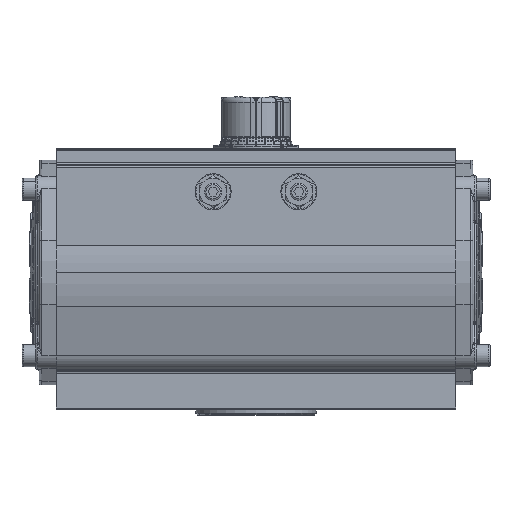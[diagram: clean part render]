
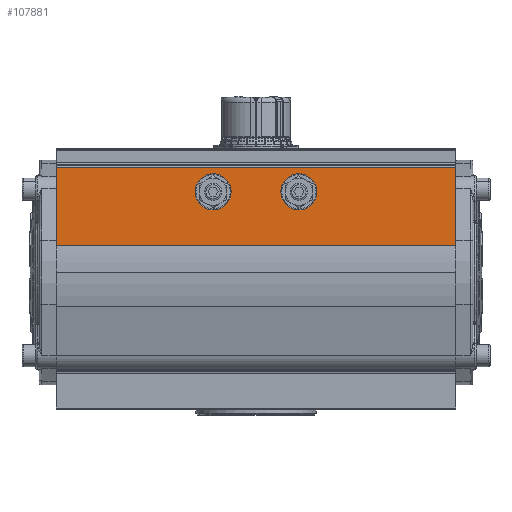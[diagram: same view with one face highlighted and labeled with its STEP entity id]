
A CAD part, top view. The second image highlights one B-rep face of the part: STEP entity #107881.
In plain terms, the highlighted face is planar.
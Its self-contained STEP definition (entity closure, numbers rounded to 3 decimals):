
#22456 = EDGE_CURVE ( 'NONE', #22523, #22531, #65764, .T. ) ;
#22523 = VERTEX_POINT ( 'NONE', #65953 ) ;
#22531 = VERTEX_POINT ( 'NONE', #65922 ) ;
#65758 = DIRECTION ( 'NONE',  ( 0., 0., -1. ) ) ;
#65761 = DIRECTION ( 'NONE',  ( 1., 0., 0. ) ) ;
#65762 = CARTESIAN_POINT ( 'NONE',  ( -40.876, 24.677, 34.4 ) ) ;
#65763 = AXIS2_PLACEMENT_3D ( 'NONE', #65762, #65761, #65758 ) ;
#65764 = CIRCLE ( 'NONE', #65763, 10.5 ) ;
#65922 = CARTESIAN_POINT ( 'NONE',  ( -40.876, 35.177, 34.4 ) ) ;
#65953 = CARTESIAN_POINT ( 'NONE',  ( -40.876, 24.677, 23.9 ) ) ;
#76985 = EDGE_CURVE ( 'NONE', #144616, #129570, #87197, .T. ) ;
#87197 = CIRCLE ( 'NONE', #87216, 10.5 ) ;
#87216 = AXIS2_PLACEMENT_3D ( 'NONE', #87303, #87278, #87277 ) ;
#87277 = DIRECTION ( 'NONE',  ( 0., 0., -1. ) ) ;
#87278 = DIRECTION ( 'NONE',  ( 1., 0., 0. ) ) ;
#87303 = CARTESIAN_POINT ( 'NONE',  ( -40.876, -25.323, 34.4 ) ) ;
#91085 = EDGE_CURVE ( 'NONE', #129482, #144616, #91267, .T. ) ;
#91261 = DIRECTION ( 'NONE',  ( 0., 0., -1. ) ) ;
#91262 = DIRECTION ( 'NONE',  ( 1., 0., 0. ) ) ;
#91264 = CARTESIAN_POINT ( 'NONE',  ( -40.876, -25.323, 34.4 ) ) ;
#91265 = AXIS2_PLACEMENT_3D ( 'NONE', #91264, #91262, #91261 ) ;
#91267 = CIRCLE ( 'NONE', #91265, 10.5 ) ;
#92044 = DIRECTION ( 'NONE',  ( 0., 0., -1. ) ) ;
#92045 = DIRECTION ( 'NONE',  ( 1., 0., 0. ) ) ;
#92065 = AXIS2_PLACEMENT_3D ( 'NONE', #92096, #92045, #92044 ) ;
#92096 = CARTESIAN_POINT ( 'NONE',  ( -40.876, 24.677, 34.4 ) ) ;
#92098 = CIRCLE ( 'NONE', #92065, 10.5 ) ;
#92921 = CARTESIAN_POINT ( 'NONE',  ( -40.876, 14.177, 34.4 ) ) ;
#93232 = DIRECTION ( 'NONE',  ( 1., 0., 0. ) ) ;
#93233 = CARTESIAN_POINT ( 'NONE',  ( -40.876, 24.677, 34.4 ) ) ;
#93234 = AXIS2_PLACEMENT_3D ( 'NONE', #93233, #93232, #93273 ) ;
#93243 = CIRCLE ( 'NONE', #93234, 10.5 ) ;
#93273 = DIRECTION ( 'NONE',  ( 0., 0., -1. ) ) ;
#95665 = LINE ( 'NONE', #95734, #95733 ) ;
#95719 = DIRECTION ( 'NONE',  ( 0., 1., 0. ) ) ;
#95733 = VECTOR ( 'NONE', #95719, 1000. ) ;
#95734 = CARTESIAN_POINT ( 'NONE',  ( -40.876, -0.323, 3.016 ) ) ;
#95772 = FACE_OUTER_BOUND ( 'NONE', #108224, .T. ) ;
#95784 = CARTESIAN_POINT ( 'NONE',  ( -40.876, 115.977, 36.213 ) ) ;
#95785 = LINE ( 'NONE', #95784, #95832 ) ;
#95831 = DIRECTION ( 'NONE',  ( 0., 0., -1. ) ) ;
#95832 = VECTOR ( 'NONE', #95831, 1000. ) ;
#95838 = DIRECTION ( 'NONE',  ( 0., 0., 1. ) ) ;
#95847 = PLANE ( 'NONE',  #95874 ) ;
#95849 = CARTESIAN_POINT ( 'NONE',  ( -40.876, -0.323, -12.5 ) ) ;
#95857 = DIRECTION ( 'NONE',  ( -1., 0., 0. ) ) ;
#95870 = FACE_BOUND ( 'NONE', #107686, .T. ) ;
#95872 = FACE_BOUND ( 'NONE', #107859, .T. ) ;
#95874 = AXIS2_PLACEMENT_3D ( 'NONE', #95849, #95857, #95838 ) ;
#95898 = DIRECTION ( 'NONE',  ( 0., 0., 1. ) ) ;
#95899 = VECTOR ( 'NONE', #95898, 1000. ) ;
#95900 = CARTESIAN_POINT ( 'NONE',  ( -40.876, -116.623, -5.308 ) ) ;
#95901 = LINE ( 'NONE', #95900, #95899 ) ;
#95905 = CARTESIAN_POINT ( 'NONE',  ( -40.876, -116.623, 3.016 ) ) ;
#95906 = CARTESIAN_POINT ( 'NONE',  ( -40.876, 115.977, 3.016 ) ) ;
#95914 = EDGE_CURVE ( 'NONE', #96021, #22523, #92098, .T. ) ;
#96021 = VERTEX_POINT ( 'NONE', #92921 ) ;
#96820 = EDGE_CURVE ( 'NONE', #22531, #96021, #93243, .T. ) ;
#106154 = CARTESIAN_POINT ( 'NONE',  ( -40.876, -14.823, 34.4 ) ) ;
#106568 = CARTESIAN_POINT ( 'NONE',  ( -40.876, -25.323, 23.9 ) ) ;
#106651 = DIRECTION ( 'NONE',  ( 0., 0., -1. ) ) ;
#106652 = DIRECTION ( 'NONE',  ( 1., 0., 0. ) ) ;
#106653 = CARTESIAN_POINT ( 'NONE',  ( -40.876, -25.323, 34.4 ) ) ;
#106654 = AXIS2_PLACEMENT_3D ( 'NONE', #106653, #106652, #106651 ) ;
#106659 = CIRCLE ( 'NONE', #106654, 10.5 ) ;
#107330 = EDGE_CURVE ( 'NONE', #108335, #108154, #95665, .T. ) ;
#107511 = ORIENTED_EDGE ( 'NONE', *, *, #129598, .T. ) ;
#107542 = ORIENTED_EDGE ( 'NONE', *, *, #95914, .T. ) ;
#107602 = ORIENTED_EDGE ( 'NONE', *, *, #108054, .T. ) ;
#107686 = EDGE_LOOP ( 'NONE', ( #107863, #107511, #108361 ) ) ;
#107691 = ORIENTED_EDGE ( 'NONE', *, *, #22456, .T. ) ;
#107709 = EDGE_CURVE ( 'NONE', #142760, #108154, #95785, .T. ) ;
#107859 = EDGE_LOOP ( 'NONE', ( #107542, #107691, #107884 ) ) ;
#107863 = ORIENTED_EDGE ( 'NONE', *, *, #76985, .T. ) ;
#107881 = ADVANCED_FACE ( 'NONE', ( #95872, #95870, #95772 ), #95847, .T. ) ;
#107884 = ORIENTED_EDGE ( 'NONE', *, *, #96820, .T. ) ;
#107985 = ORIENTED_EDGE ( 'NONE', *, *, #107330, .F. ) ;
#108054 = EDGE_CURVE ( 'NONE', #108335, #143338, #95901, .T. ) ;
#108154 = VERTEX_POINT ( 'NONE', #95906 ) ;
#108224 = EDGE_LOOP ( 'NONE', ( #107985, #107602, #108309, #108454 ) ) ;
#108309 = ORIENTED_EDGE ( 'NONE', *, *, #141005, .T. ) ;
#108335 = VERTEX_POINT ( 'NONE', #95905 ) ;
#108361 = ORIENTED_EDGE ( 'NONE', *, *, #91085, .T. ) ;
#108454 = ORIENTED_EDGE ( 'NONE', *, *, #107709, .T. ) ;
#109314 = DIRECTION ( 'NONE',  ( 0., 1., 0. ) ) ;
#109315 = VECTOR ( 'NONE', #109314, 1000. ) ;
#109316 = CARTESIAN_POINT ( 'NONE',  ( -40.876, -0.323, 48.5 ) ) ;
#109317 = LINE ( 'NONE', #109316, #109315 ) ;
#112617 = CARTESIAN_POINT ( 'NONE',  ( -40.876, 115.977, 48.5 ) ) ;
#114653 = CARTESIAN_POINT ( 'NONE',  ( -40.876, -116.623, 48.5 ) ) ;
#118281 = CARTESIAN_POINT ( 'NONE',  ( -40.876, -35.823, 34.4 ) ) ;
#129482 = VERTEX_POINT ( 'NONE', #106154 ) ;
#129570 = VERTEX_POINT ( 'NONE', #106568 ) ;
#129598 = EDGE_CURVE ( 'NONE', #129570, #129482, #106659, .T. ) ;
#141005 = EDGE_CURVE ( 'NONE', #143338, #142760, #109317, .T. ) ;
#142760 = VERTEX_POINT ( 'NONE', #112617 ) ;
#143338 = VERTEX_POINT ( 'NONE', #114653 ) ;
#144616 = VERTEX_POINT ( 'NONE', #118281 ) ;
